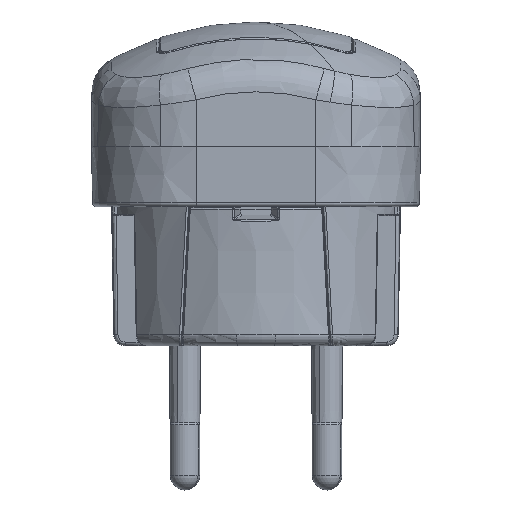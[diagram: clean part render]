
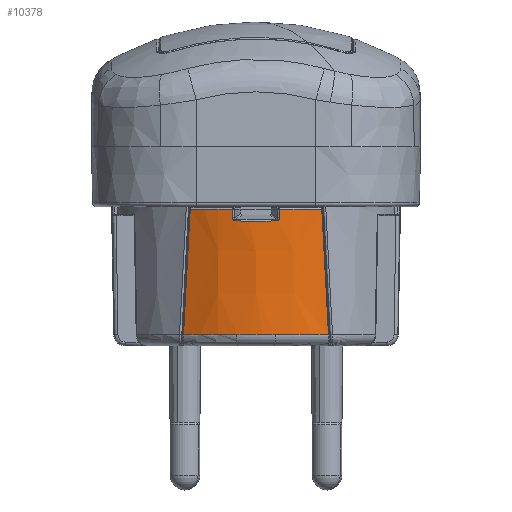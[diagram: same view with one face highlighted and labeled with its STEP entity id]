
A CAD part, front view. The second image highlights one B-rep face of the part: STEP entity #10378.
In plain terms, the highlighted conical face has half-angle 1 degrees and reference radius 19 mm.
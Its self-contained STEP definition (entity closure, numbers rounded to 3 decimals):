
#10286=AXIS2_PLACEMENT_3D('Cone Axis2P3D',#10283,#10284,#10285) ;
#10322=AXIS2_PLACEMENT_3D('Circle Axis2P3D',#10320,#10321,$) ;
#10329=AXIS2_PLACEMENT_3D('Circle Axis2P3D',#10327,#10328,$) ;
#10336=AXIS2_PLACEMENT_3D('Circle Axis2P3D',#10334,#10335,$) ;
#9996=CARTESIAN_POINT('Control Point',(2.289,-19.155,-42.54)) ;
#9997=CARTESIAN_POINT('Control Point',(2.381,-19.144,-42.538)) ;
#9998=CARTESIAN_POINT('Control Point',(2.473,-19.132,-42.536)) ;
#9999=CARTESIAN_POINT('Control Point',(2.566,-19.12,-42.534)) ;
#10000=CARTESIAN_POINT('Control Point',(2.658,-19.108,-42.531)) ;
#10001=CARTESIAN_POINT('Control Point',(2.75,-19.094,-42.529)) ;
#10002=CARTESIAN_POINT('Vertex',(2.289,-19.155,-42.54)) ;
#10004=CARTESIAN_POINT('Vertex',(2.75,-19.094,-42.529)) ;
#10072=CARTESIAN_POINT('Vertex',(-2.75,-19.094,-42.529)) ;
#10076=CARTESIAN_POINT('Control Point',(-2.75,-19.094,-42.529)) ;
#10077=CARTESIAN_POINT('Control Point',(-2.397,-19.145,-42.538)) ;
#10078=CARTESIAN_POINT('Control Point',(-2.042,-19.188,-42.545)) ;
#10079=CARTESIAN_POINT('Control Point',(-1.686,-19.222,-42.551)) ;
#10080=CARTESIAN_POINT('Control Point',(-1.33,-19.248,-42.556)) ;
#10081=CARTESIAN_POINT('Control Point',(-0.973,-19.266,-42.559)) ;
#10082=CARTESIAN_POINT('Vertex',(-0.973,-19.266,-42.559)) ;
#10086=CARTESIAN_POINT('Control Point',(-0.973,-19.266,-42.559)) ;
#10087=CARTESIAN_POINT('Control Point',(-0.321,-19.299,-42.565)) ;
#10088=CARTESIAN_POINT('Control Point',(0.334,-19.305,-42.566)) ;
#10089=CARTESIAN_POINT('Control Point',(0.988,-19.282,-42.562)) ;
#10090=CARTESIAN_POINT('Control Point',(1.64,-19.232,-42.553)) ;
#10091=CARTESIAN_POINT('Control Point',(2.289,-19.155,-42.54)) ;
#10146=CARTESIAN_POINT('Vertex',(-3.136,-19.042,-42.132)) ;
#10152=CARTESIAN_POINT('Control Point',(-2.75,-19.094,-42.529)) ;
#10153=CARTESIAN_POINT('Control Point',(-2.785,-19.089,-42.528)) ;
#10154=CARTESIAN_POINT('Control Point',(-2.819,-19.084,-42.524)) ;
#10155=CARTESIAN_POINT('Control Point',(-2.854,-19.079,-42.515)) ;
#10156=CARTESIAN_POINT('Control Point',(-2.919,-19.07,-42.491)) ;
#10157=CARTESIAN_POINT('Control Point',(-2.978,-19.062,-42.453)) ;
#10158=CARTESIAN_POINT('Control Point',(-3.005,-19.058,-42.431)) ;
#10159=CARTESIAN_POINT('Control Point',(-3.054,-19.051,-42.38)) ;
#10160=CARTESIAN_POINT('Control Point',(-3.091,-19.046,-42.321)) ;
#10161=CARTESIAN_POINT('Control Point',(-3.106,-19.044,-42.289)) ;
#10162=CARTESIAN_POINT('Control Point',(-3.123,-19.042,-42.239)) ;
#10163=CARTESIAN_POINT('Control Point',(-3.132,-19.041,-42.188)) ;
#10164=CARTESIAN_POINT('Control Point',(-3.134,-19.041,-42.171)) ;
#10165=CARTESIAN_POINT('Control Point',(-3.136,-19.042,-42.152)) ;
#10166=CARTESIAN_POINT('Control Point',(-3.136,-19.042,-42.134)) ;
#10167=CARTESIAN_POINT('Control Point',(-3.136,-19.042,-42.134)) ;
#10168=CARTESIAN_POINT('Control Point',(-3.136,-19.042,-42.133)) ;
#10169=CARTESIAN_POINT('Control Point',(-3.136,-19.042,-42.132)) ;
#10283=CARTESIAN_POINT('Axis2P3D Location',(0.,0.,-59.224)) ;
#10289=CARTESIAN_POINT('Control Point',(3.136,-19.042,-42.132)) ;
#10290=CARTESIAN_POINT('Control Point',(3.135,-19.039,-42.284)) ;
#10291=CARTESIAN_POINT('Control Point',(3.058,-19.05,-42.44)) ;
#10292=CARTESIAN_POINT('Control Point',(2.903,-19.072,-42.525)) ;
#10293=CARTESIAN_POINT('Control Point',(2.75,-19.094,-42.529)) ;
#10294=CARTESIAN_POINT('Vertex',(3.136,-19.042,-42.132)) ;
#10298=CARTESIAN_POINT('Control Point',(-3.136,-19.042,-42.132)) ;
#10299=CARTESIAN_POINT('Control Point',(-3.138,-19.052,-41.552)) ;
#10300=CARTESIAN_POINT('Control Point',(-3.141,-19.062,-40.972)) ;
#10301=CARTESIAN_POINT('Vertex',(-3.141,-19.062,-40.972)) ;
#10305=CARTESIAN_POINT('Control Point',(-3.141,-19.062,-40.972)) ;
#10306=CARTESIAN_POINT('Control Point',(-5.107,-18.738,-40.969)) ;
#10307=CARTESIAN_POINT('Control Point',(-7.023,-18.107,-40.964)) ;
#10308=CARTESIAN_POINT('Control Point',(-8.797,-17.2,-40.956)) ;
#10309=CARTESIAN_POINT('Vertex',(-8.797,-17.2,-40.956)) ;
#10313=CARTESIAN_POINT('Control Point',(-8.797,-17.2,-40.956)) ;
#10314=CARTESIAN_POINT('Control Point',(-9.096,-16.937,-46.555)) ;
#10315=CARTESIAN_POINT('Control Point',(-9.396,-16.661,-52.153)) ;
#10316=CARTESIAN_POINT('Control Point',(-9.695,-16.37,-57.75)) ;
#10317=CARTESIAN_POINT('Vertex',(-9.695,-16.37,-57.75)) ;
#10320=CARTESIAN_POINT('Axis2P3D Location',(0.,0.,-57.75)) ;
#10324=CARTESIAN_POINT('Vertex',(-2.562,-18.852,-57.75)) ;
#10327=CARTESIAN_POINT('Axis2P3D Location',(0.,0.,-57.75)) ;
#10331=CARTESIAN_POINT('Vertex',(2.562,-18.852,-57.75)) ;
#10334=CARTESIAN_POINT('Axis2P3D Location',(0.,0.,-57.75)) ;
#10338=CARTESIAN_POINT('Vertex',(9.695,-16.37,-57.75)) ;
#10342=CARTESIAN_POINT('Control Point',(9.695,-16.37,-57.75)) ;
#10343=CARTESIAN_POINT('Control Point',(9.396,-16.661,-52.153)) ;
#10344=CARTESIAN_POINT('Control Point',(9.096,-16.937,-46.555)) ;
#10345=CARTESIAN_POINT('Control Point',(8.797,-17.2,-40.956)) ;
#10346=CARTESIAN_POINT('Vertex',(8.797,-17.2,-40.956)) ;
#10350=CARTESIAN_POINT('Control Point',(8.797,-17.2,-40.956)) ;
#10351=CARTESIAN_POINT('Control Point',(7.023,-18.107,-40.964)) ;
#10352=CARTESIAN_POINT('Control Point',(5.107,-18.738,-40.969)) ;
#10353=CARTESIAN_POINT('Control Point',(3.141,-19.062,-40.972)) ;
#10354=CARTESIAN_POINT('Vertex',(3.141,-19.062,-40.972)) ;
#10358=CARTESIAN_POINT('Control Point',(3.136,-19.042,-42.132)) ;
#10359=CARTESIAN_POINT('Control Point',(3.138,-19.052,-41.552)) ;
#10360=CARTESIAN_POINT('Control Point',(3.141,-19.062,-40.972)) ;
#10284=DIRECTION('Axis2P3D Direction',(0.,0.,1.)) ;
#10285=DIRECTION('Axis2P3D XDirection',(-1.,0.,0.)) ;
#10321=DIRECTION('Axis2P3D Direction',(0.,0.,1.)) ;
#10328=DIRECTION('Axis2P3D Direction',(0.,0.,1.)) ;
#10335=DIRECTION('Axis2P3D Direction',(0.,0.,1.)) ;
#10363=ORIENTED_EDGE('',*,*,#10296,.T.) ;
#10364=ORIENTED_EDGE('',*,*,#10006,.F.) ;
#10365=ORIENTED_EDGE('',*,*,#10092,.F.) ;
#10366=ORIENTED_EDGE('',*,*,#10084,.F.) ;
#10367=ORIENTED_EDGE('',*,*,#10170,.T.) ;
#10368=ORIENTED_EDGE('',*,*,#10303,.T.) ;
#10369=ORIENTED_EDGE('',*,*,#10311,.T.) ;
#10370=ORIENTED_EDGE('',*,*,#10319,.T.) ;
#10371=ORIENTED_EDGE('',*,*,#10326,.T.) ;
#10372=ORIENTED_EDGE('',*,*,#10333,.T.) ;
#10373=ORIENTED_EDGE('',*,*,#10340,.T.) ;
#10374=ORIENTED_EDGE('',*,*,#10348,.T.) ;
#10375=ORIENTED_EDGE('',*,*,#10356,.T.) ;
#10376=ORIENTED_EDGE('',*,*,#10361,.T.) ;
#10378=ADVANCED_FACE('PartBody',(#10377),#10287,.T.) ;
#9995=B_SPLINE_CURVE_WITH_KNOTS('',5,(#9996,#9997,#9998,#9999,#10000,#10001),.UNSPECIFIED.,.F.,.U.,(6,6),(8.629,9.279),.UNSPECIFIED.) ;
#10075=B_SPLINE_CURVE_WITH_KNOTS('',5,(#10076,#10077,#10078,#10079,#10080,#10081),.UNSPECIFIED.,.F.,.U.,(6,6),(13.016,15.51),.UNSPECIFIED.) ;
#10085=B_SPLINE_CURVE_WITH_KNOTS('',5,(#10086,#10087,#10088,#10089,#10090,#10091),.UNSPECIFIED.,.F.,.U.,(6,6),(15.51,20.073),.UNSPECIFIED.) ;
#10151=B_SPLINE_CURVE_WITH_KNOTS('',5,(#10152,#10153,#10154,#10155,#10156,#10157,#10158,#10159,#10160,#10161,#10162,#10163,#10164,#10165,#10166,#10167,#10168,#10169),.UNSPECIFIED.,.F.,.U.,(6,3,3,3,3,6),(1.083,1.277,1.471,1.666,1.764,1.768),.UNSPECIFIED.) ;
#10288=B_SPLINE_CURVE_WITH_KNOTS('',4,(#10289,#10290,#10291,#10292,#10293),.UNSPECIFIED.,.F.,.U.,(5,5),(1.078,1.763),.UNSPECIFIED.) ;
#10297=B_SPLINE_CURVE_WITH_KNOTS('',2,(#10298,#10299,#10300),.UNSPECIFIED.,.F.,.U.,(3,3),(26.898,28.539),.UNSPECIFIED.) ;
#10304=B_SPLINE_CURVE_WITH_KNOTS('',3,(#10305,#10306,#10307,#10308),.UNSPECIFIED.,.F.,.U.,(4,4),(3.47,11.812),.UNSPECIFIED.) ;
#10312=B_SPLINE_CURVE_WITH_KNOTS('',3,(#10313,#10314,#10315,#10316),.UNSPECIFIED.,.F.,.U.,(4,4),(5.567,29.379),.UNSPECIFIED.) ;
#10341=B_SPLINE_CURVE_WITH_KNOTS('',3,(#10342,#10343,#10344,#10345),.UNSPECIFIED.,.F.,.U.,(4,4),(7.444,31.256),.UNSPECIFIED.) ;
#10349=B_SPLINE_CURVE_WITH_KNOTS('',3,(#10350,#10351,#10352,#10353),.UNSPECIFIED.,.F.,.U.,(4,4),(4.104,12.445),.UNSPECIFIED.) ;
#10357=B_SPLINE_CURVE_WITH_KNOTS('',2,(#10358,#10359,#10360),.UNSPECIFIED.,.F.,.U.,(3,3),(26.898,28.539),.UNSPECIFIED.) ;
#10323=CIRCLE('generated circle',#10322,19.026) ;
#10330=CIRCLE('generated circle',#10329,19.026) ;
#10337=CIRCLE('generated circle',#10336,19.026) ;
#10287=CONICAL_SURFACE('Cone',#10286,19.,0.017) ;
#10006=EDGE_CURVE('',#10003,#10005,#9995,.T.) ;
#10084=EDGE_CURVE('',#10073,#10083,#10075,.T.) ;
#10092=EDGE_CURVE('',#10083,#10003,#10085,.T.) ;
#10170=EDGE_CURVE('',#10073,#10147,#10151,.T.) ;
#10296=EDGE_CURVE('',#10295,#10005,#10288,.T.) ;
#10303=EDGE_CURVE('',#10147,#10302,#10297,.T.) ;
#10311=EDGE_CURVE('',#10302,#10310,#10304,.T.) ;
#10319=EDGE_CURVE('',#10310,#10318,#10312,.T.) ;
#10326=EDGE_CURVE('',#10318,#10325,#10323,.T.) ;
#10333=EDGE_CURVE('',#10325,#10332,#10330,.T.) ;
#10340=EDGE_CURVE('',#10332,#10339,#10337,.T.) ;
#10348=EDGE_CURVE('',#10339,#10347,#10341,.T.) ;
#10356=EDGE_CURVE('',#10347,#10355,#10349,.T.) ;
#10361=EDGE_CURVE('',#10355,#10295,#10357,.F.) ;
#10362=EDGE_LOOP('',(#10363,#10364,#10365,#10366,#10367,#10368,#10369,#10370,#10371,#10372,#10373,#10374,#10375,#10376)) ;
#10377=FACE_OUTER_BOUND('',#10362,.T.) ;
#10003=VERTEX_POINT('',#10002) ;
#10005=VERTEX_POINT('',#10004) ;
#10073=VERTEX_POINT('',#10072) ;
#10083=VERTEX_POINT('',#10082) ;
#10147=VERTEX_POINT('',#10146) ;
#10295=VERTEX_POINT('',#10294) ;
#10302=VERTEX_POINT('',#10301) ;
#10310=VERTEX_POINT('',#10309) ;
#10318=VERTEX_POINT('',#10317) ;
#10325=VERTEX_POINT('',#10324) ;
#10332=VERTEX_POINT('',#10331) ;
#10339=VERTEX_POINT('',#10338) ;
#10347=VERTEX_POINT('',#10346) ;
#10355=VERTEX_POINT('',#10354) ;
